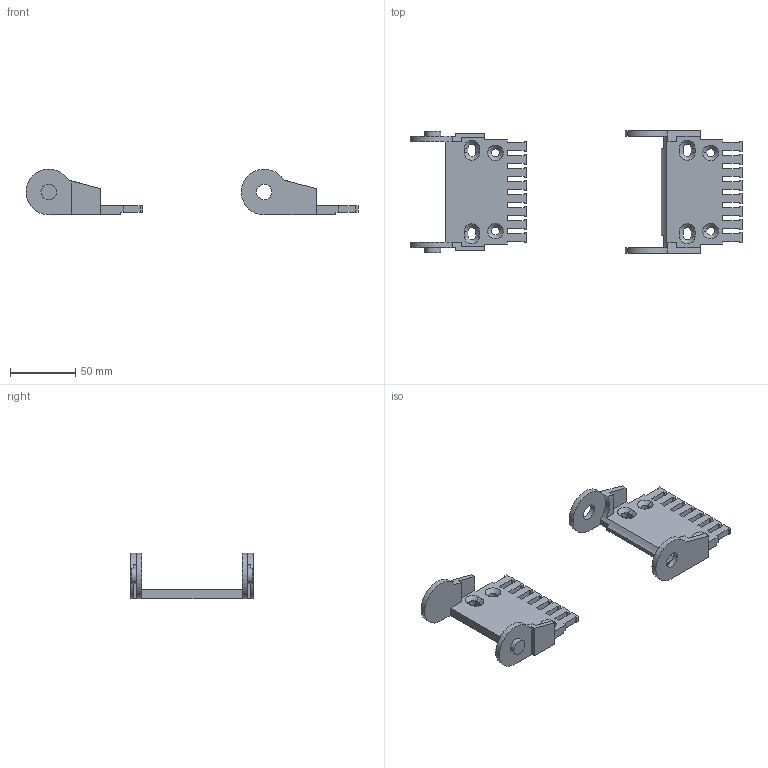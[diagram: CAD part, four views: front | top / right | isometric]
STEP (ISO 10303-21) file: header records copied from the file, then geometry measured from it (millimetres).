
FILE_DESCRIPTION (( 'STEP AP214' ), '1' );
FILE_NAME ('2070-34PZB.STEP', '2025-04-02T10:33:20', ( '' ), ( '' ), 'SwSTEP 2.0', 'SolidWorks 2024', '' );
FILE_SCHEMA (( 'AUTOMOTIVE_DESIGN' ));
Length unit declared in the file: millimetre
Products named in the file (1): 2070-34PZB
Bounding box: 254.6 x 94.2 x 35 mm (x, y, z)
Volume: 83083 mm3; surface area: 40456.2 mm2
Topology: 2 solids, 2 shells, 259 faces, 749 edges, 492 vertices
Faces by surface type: plane 216, cylinder 29, cone 14
Full cylindrical faces by diameter (mm): 6.2 x2, 12 x2
Entity records: 8433 total; most frequent: CARTESIAN_POINT 1495, ORIENTED_EDGE 1486, DIRECTION 1339, EDGE_CURVE 743, LINE 667, VECTOR 667, VERTEX_POINT 492, AXIS2_PLACEMENT_3D 336
